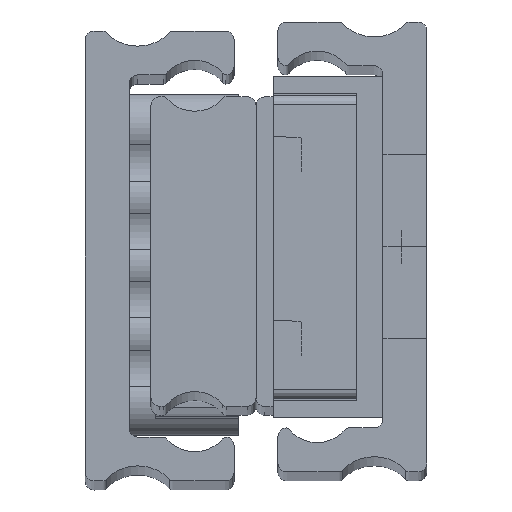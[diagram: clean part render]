
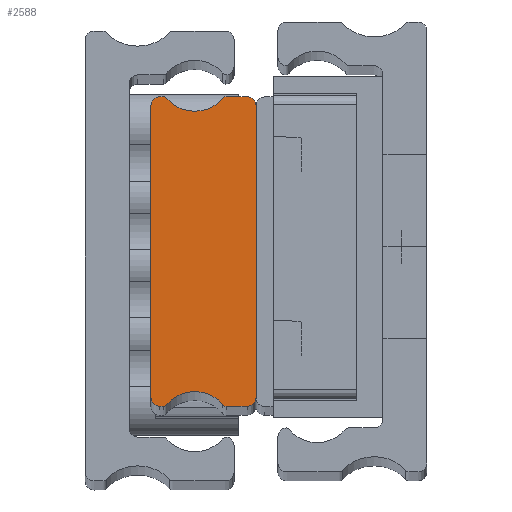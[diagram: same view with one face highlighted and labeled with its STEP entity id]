
A CAD part, top view. The second image highlights one B-rep face of the part: STEP entity #2588.
In plain terms, the highlighted planar face has unit normal (0, 0, 1).
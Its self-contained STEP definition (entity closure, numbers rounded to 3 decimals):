
#12 = AXIS2_PLACEMENT_3D ( 'NONE', #5852, #5774, #2411 ) ;
#46 = LINE ( 'NONE', #7540, #2698 ) ;
#49 = ORIENTED_EDGE ( 'NONE', *, *, #2437, .T. ) ;
#102 = VERTEX_POINT ( 'NONE', #6211 ) ;
#120 = DIRECTION ( 'NONE',  ( -1., 0., 0. ) ) ;
#152 = CARTESIAN_POINT ( 'NONE',  ( -7., 20.232, 0. ) ) ;
#163 = VERTEX_POINT ( 'NONE', #7487 ) ;
#227 = PLANE ( 'NONE',  #1230 ) ;
#334 = VERTEX_POINT ( 'NONE', #5912 ) ;
#414 = ORIENTED_EDGE ( 'NONE', *, *, #3169, .T. ) ;
#421 = EDGE_CURVE ( 'NONE', #334, #1015, #2879, .T. ) ;
#563 = DIRECTION ( 'NONE',  ( 1., 0., 0. ) ) ;
#582 = VERTEX_POINT ( 'NONE', #4081 ) ;
#610 = CIRCLE ( 'NONE', #5889, 4.22 ) ;
#613 = VECTOR ( 'NONE', #120, 1000. ) ;
#719 = FACE_OUTER_BOUND ( 'NONE', #3592, .T. ) ;
#822 = CIRCLE ( 'NONE', #3165, 0.5 ) ;
#837 = CARTESIAN_POINT ( 'NONE',  ( -1., 17.688, 0. ) ) ;
#861 = VECTOR ( 'NONE', #5275, 1000. ) ;
#887 = VERTEX_POINT ( 'NONE', #5407 ) ;
#923 = CARTESIAN_POINT ( 'NONE',  ( -11., 16.687, 0. ) ) ;
#1015 = VERTEX_POINT ( 'NONE', #5548 ) ;
#1077 = DIRECTION ( 'NONE',  ( 1., 0., 0. ) ) ;
#1169 = LINE ( 'NONE', #4129, #6619 ) ;
#1177 = LINE ( 'NONE', #3526, #5027 ) ;
#1195 = DIRECTION ( 'NONE',  ( 1., 0., 0. ) ) ;
#1200 = EDGE_CURVE ( 'NONE', #1015, #5249, #4698, .T. ) ;
#1230 = AXIS2_PLACEMENT_3D ( 'NONE', #152, #1381, #3730 ) ;
#1315 = ORIENTED_EDGE ( 'NONE', *, *, #4735, .T. ) ;
#1381 = DIRECTION ( 'NONE',  ( 0., 0., 1. ) ) ;
#1408 = CIRCLE ( 'NONE', #4221, 4.22 ) ;
#1470 = ORIENTED_EDGE ( 'NONE', *, *, #5363, .T. ) ;
#1576 = CARTESIAN_POINT ( 'NONE',  ( -1., -16.687, 0. ) ) ;
#1651 = CARTESIAN_POINT ( 'NONE',  ( -10.603, 17.187, 0. ) ) ;
#1872 = DIRECTION ( 'NONE',  ( 0., 0., 1. ) ) ;
#1909 = EDGE_CURVE ( 'NONE', #3977, #334, #46, .T. ) ;
#1974 = AXIS2_PLACEMENT_3D ( 'NONE', #3521, #2976, #5221 ) ;
#1975 = EDGE_CURVE ( 'NONE', #5249, #2882, #4780, .T. ) ;
#1990 = CARTESIAN_POINT ( 'NONE',  ( -1., 17.687, 0. ) ) ;
#1991 = CARTESIAN_POINT ( 'NONE',  ( -11., -16.688, 0. ) ) ;
#2002 = CARTESIAN_POINT ( 'NONE',  ( -10.192, 17.473, 0. ) ) ;
#2087 = EDGE_CURVE ( 'NONE', #2882, #5100, #4939, .T. ) ;
#2117 = ORIENTED_EDGE ( 'NONE', *, *, #1200, .T. ) ;
#2245 = CARTESIAN_POINT ( 'NONE',  ( 0., -16.687, 0. ) ) ;
#2256 = ORIENTED_EDGE ( 'NONE', *, *, #5971, .T. ) ;
#2286 = ORIENTED_EDGE ( 'NONE', *, *, #6336, .T. ) ;
#2316 = DIRECTION ( 'NONE',  ( 0., -1., 0. ) ) ;
#2410 = AXIS2_PLACEMENT_3D ( 'NONE', #923, #2650, #7316 ) ;
#2411 = DIRECTION ( 'NONE',  ( 1., 0., 0. ) ) ;
#2419 = CARTESIAN_POINT ( 'NONE',  ( -10.603, 17.687, 0. ) ) ;
#2437 = EDGE_CURVE ( 'NONE', #3381, #4314, #1177, .T. ) ;
#2465 = VERTEX_POINT ( 'NONE', #3448 ) ;
#2539 = ORIENTED_EDGE ( 'NONE', *, *, #1975, .T. ) ;
#2560 = DIRECTION ( 'NONE',  ( 1., 0., 0. ) ) ;
#2588 = ADVANCED_FACE ( 'NONE', ( #719 ), #227, .T. ) ;
#2600 = EDGE_CURVE ( 'NONE', #2630, #7562, #610, .T. ) ;
#2630 = VERTEX_POINT ( 'NONE', #7260 ) ;
#2650 = DIRECTION ( 'NONE',  ( 0., 0., 1. ) ) ;
#2698 = VECTOR ( 'NONE', #563, 1000. ) ;
#2734 = EDGE_CURVE ( 'NONE', #887, #2465, #4064, .T. ) ;
#2859 = CARTESIAN_POINT ( 'NONE',  ( -3.397, -17.187, 0. ) ) ;
#2879 = CIRCLE ( 'NONE', #7280, 1. ) ;
#2882 = VERTEX_POINT ( 'NONE', #837 ) ;
#2976 = DIRECTION ( 'NONE',  ( 0., 0., 1. ) ) ;
#3002 = DIRECTION ( 'NONE',  ( 1., 0., 0. ) ) ;
#3003 = DIRECTION ( 'NONE',  ( 0., 0., -1. ) ) ;
#3122 = CARTESIAN_POINT ( 'NONE',  ( 0., 16.687, 0. ) ) ;
#3165 = AXIS2_PLACEMENT_3D ( 'NONE', #2859, #5185, #7530 ) ;
#3169 = EDGE_CURVE ( 'NONE', #102, #163, #1169, .T. ) ;
#3182 = EDGE_CURVE ( 'NONE', #2465, #5299, #4658, .T. ) ;
#3262 = AXIS2_PLACEMENT_3D ( 'NONE', #1991, #1872, #4265 ) ;
#3362 = EDGE_CURVE ( 'NONE', #5100, #2630, #5752, .T. ) ;
#3381 = VERTEX_POINT ( 'NONE', #2419 ) ;
#3448 = CARTESIAN_POINT ( 'NONE',  ( -10.603, -17.687, 0. ) ) ;
#3467 = ORIENTED_EDGE ( 'NONE', *, *, #1909, .T. ) ;
#3521 = CARTESIAN_POINT ( 'NONE',  ( -10.603, -17.187, 0. ) ) ;
#3524 = DIRECTION ( 'NONE',  ( 0., 1., 0. ) ) ;
#3526 = CARTESIAN_POINT ( 'NONE',  ( -10.603, 17.688, 0. ) ) ;
#3592 = EDGE_LOOP ( 'NONE', ( #4404, #2256, #49, #2286, #414, #1470, #5924, #6426, #1315, #4905, #3467, #5706, #2117, #2539, #4127, #5222 ) ) ;
#3610 = DIRECTION ( 'NONE',  ( 0., 0., -1. ) ) ;
#3730 = DIRECTION ( 'NONE',  ( 1., 0., 0. ) ) ;
#3766 = CARTESIAN_POINT ( 'NONE',  ( -7., 20.232, 0. ) ) ;
#3856 = CARTESIAN_POINT ( 'NONE',  ( -11., 17.687, 0. ) ) ;
#3977 = VERTEX_POINT ( 'NONE', #4464 ) ;
#4064 = LINE ( 'NONE', #4784, #861 ) ;
#4081 = CARTESIAN_POINT ( 'NONE',  ( -3.808, -17.473, 0. ) ) ;
#4127 = ORIENTED_EDGE ( 'NONE', *, *, #2087, .T. ) ;
#4129 = CARTESIAN_POINT ( 'NONE',  ( -12., 16.687, 0. ) ) ;
#4221 = AXIS2_PLACEMENT_3D ( 'NONE', #5375, #3003, #1195 ) ;
#4265 = DIRECTION ( 'NONE',  ( 1., 0., 0. ) ) ;
#4314 = VERTEX_POINT ( 'NONE', #3856 ) ;
#4404 = ORIENTED_EDGE ( 'NONE', *, *, #2600, .T. ) ;
#4464 = CARTESIAN_POINT ( 'NONE',  ( -3.397, -17.688, 0. ) ) ;
#4658 = CIRCLE ( 'NONE', #1974, 0.5 ) ;
#4698 = LINE ( 'NONE', #2245, #7390 ) ;
#4735 = EDGE_CURVE ( 'NONE', #5299, #582, #1408, .T. ) ;
#4780 = CIRCLE ( 'NONE', #12, 1. ) ;
#4784 = CARTESIAN_POINT ( 'NONE',  ( -11., -17.687, 0. ) ) ;
#4905 = ORIENTED_EDGE ( 'NONE', *, *, #5692, .T. ) ;
#4939 = LINE ( 'NONE', #1990, #613 ) ;
#5027 = VECTOR ( 'NONE', #5844, 1000. ) ;
#5100 = VERTEX_POINT ( 'NONE', #7351 ) ;
#5185 = DIRECTION ( 'NONE',  ( 0., 0., 1. ) ) ;
#5221 = DIRECTION ( 'NONE',  ( 1., 0., 0. ) ) ;
#5222 = ORIENTED_EDGE ( 'NONE', *, *, #3362, .T. ) ;
#5249 = VERTEX_POINT ( 'NONE', #3122 ) ;
#5275 = DIRECTION ( 'NONE',  ( 1., 0., 0. ) ) ;
#5299 = VERTEX_POINT ( 'NONE', #7269 ) ;
#5363 = EDGE_CURVE ( 'NONE', #163, #887, #6536, .T. ) ;
#5375 = CARTESIAN_POINT ( 'NONE',  ( -7., -20.232, 0. ) ) ;
#5407 = CARTESIAN_POINT ( 'NONE',  ( -11., -17.687, 0. ) ) ;
#5548 = CARTESIAN_POINT ( 'NONE',  ( 0., -16.687, 0. ) ) ;
#5610 = DIRECTION ( 'NONE',  ( 1., 0., 0. ) ) ;
#5692 = EDGE_CURVE ( 'NONE', #582, #3977, #822, .T. ) ;
#5706 = ORIENTED_EDGE ( 'NONE', *, *, #421, .T. ) ;
#5752 = CIRCLE ( 'NONE', #6482, 0.5 ) ;
#5774 = DIRECTION ( 'NONE',  ( 0., 0., 1. ) ) ;
#5844 = DIRECTION ( 'NONE',  ( -1., 0., 0. ) ) ;
#5852 = CARTESIAN_POINT ( 'NONE',  ( -1., 16.687, 0. ) ) ;
#5889 = AXIS2_PLACEMENT_3D ( 'NONE', #3766, #3610, #2560 ) ;
#5912 = CARTESIAN_POINT ( 'NONE',  ( -1., -17.688, 0. ) ) ;
#5924 = ORIENTED_EDGE ( 'NONE', *, *, #2734, .T. ) ;
#5971 = EDGE_CURVE ( 'NONE', #7562, #3381, #7293, .T. ) ;
#6211 = CARTESIAN_POINT ( 'NONE',  ( -12., 16.687, 0. ) ) ;
#6312 = DIRECTION ( 'NONE',  ( 0., 0., 1. ) ) ;
#6336 = EDGE_CURVE ( 'NONE', #4314, #102, #7421, .T. ) ;
#6383 = CARTESIAN_POINT ( 'NONE',  ( -3.397, 17.187, 0. ) ) ;
#6426 = ORIENTED_EDGE ( 'NONE', *, *, #3182, .T. ) ;
#6482 = AXIS2_PLACEMENT_3D ( 'NONE', #6383, #6964, #3002 ) ;
#6536 = CIRCLE ( 'NONE', #3262, 1. ) ;
#6619 = VECTOR ( 'NONE', #2316, 1000. ) ;
#6752 = DIRECTION ( 'NONE',  ( 0., 0., 1. ) ) ;
#6914 = AXIS2_PLACEMENT_3D ( 'NONE', #1651, #6312, #1077 ) ;
#6964 = DIRECTION ( 'NONE',  ( 0., 0., 1. ) ) ;
#7260 = CARTESIAN_POINT ( 'NONE',  ( -3.808, 17.473, 0. ) ) ;
#7269 = CARTESIAN_POINT ( 'NONE',  ( -10.192, -17.473, 0. ) ) ;
#7280 = AXIS2_PLACEMENT_3D ( 'NONE', #1576, #6752, #5610 ) ;
#7293 = CIRCLE ( 'NONE', #6914, 0.5 ) ;
#7316 = DIRECTION ( 'NONE',  ( 1., 0., 0. ) ) ;
#7351 = CARTESIAN_POINT ( 'NONE',  ( -3.397, 17.687, 0. ) ) ;
#7390 = VECTOR ( 'NONE', #3524, 1000. ) ;
#7421 = CIRCLE ( 'NONE', #2410, 1. ) ;
#7487 = CARTESIAN_POINT ( 'NONE',  ( -12., -16.688, 0. ) ) ;
#7530 = DIRECTION ( 'NONE',  ( 1., 0., 0. ) ) ;
#7540 = CARTESIAN_POINT ( 'NONE',  ( -3.397, -17.688, 0. ) ) ;
#7562 = VERTEX_POINT ( 'NONE', #2002 ) ;
